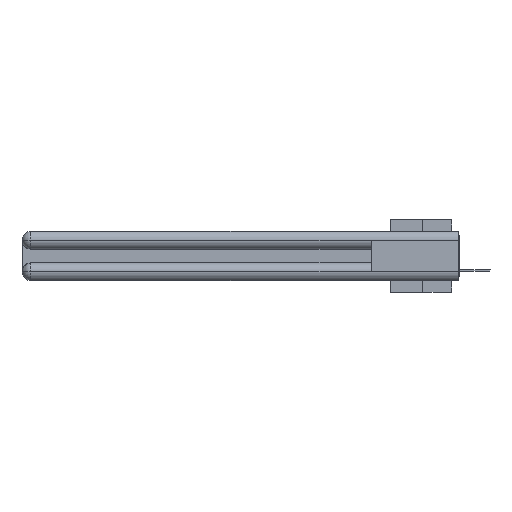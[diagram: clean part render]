
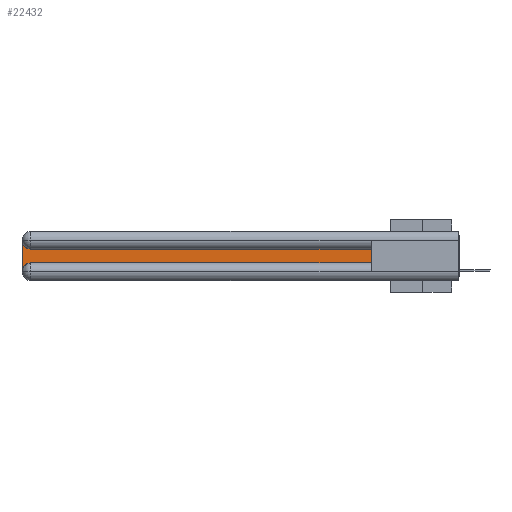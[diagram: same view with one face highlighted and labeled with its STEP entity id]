
A CAD part, left-side view. The second image highlights one B-rep face of the part: STEP entity #22432.
In plain terms, the highlighted planar face has unit normal (-1, 0, 0).
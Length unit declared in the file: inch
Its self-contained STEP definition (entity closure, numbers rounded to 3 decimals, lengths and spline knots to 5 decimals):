
#568 = EDGE_CURVE ( 'NONE', #8211, #27236, #34201, .T. ) ;
#1934 = VERTEX_POINT ( 'NONE', #11059 ) ;
#3082 = LINE ( 'NONE', #14785, #9827 ) ;
#3391 = DIRECTION ( 'NONE',  ( 1., 0., 0. ) ) ;
#3569 = DIRECTION ( 'NONE',  ( 0., 0., -1. ) ) ;
#4123 = VERTEX_POINT ( 'NONE', #4320 ) ;
#4320 = CARTESIAN_POINT ( 'NONE',  ( 0.075, 3., -0.2775 ) ) ;
#4896 = CARTESIAN_POINT ( 'NONE',  ( 0.075, 3., -0.1225 ) ) ;
#6065 = VECTOR ( 'NONE', #34988, 39.37008 ) ;
#6511 = ORIENTED_EDGE ( 'NONE', *, *, #9815, .T. ) ;
#6681 = CARTESIAN_POINT ( 'NONE',  ( 0.075, 0.6, -0.2175 ) ) ;
#8064 = LINE ( 'NONE', #31643, #34723 ) ;
#8211 = VERTEX_POINT ( 'NONE', #17992 ) ;
#8992 = EDGE_CURVE ( 'NONE', #23991, #1934, #3082, .T. ) ;
#9136 = CARTESIAN_POINT ( 'NONE',  ( 0.075, 2.94, -0.0625 ) ) ;
#9815 = EDGE_CURVE ( 'NONE', #1934, #27404, #12474, .T. ) ;
#9827 = VECTOR ( 'NONE', #26488, 39.37008 ) ;
#10962 = ORIENTED_EDGE ( 'NONE', *, *, #28010, .T. ) ;
#11009 = CARTESIAN_POINT ( 'NONE',  ( 0.075, 0.6, -0.2175 ) ) ;
#11059 = CARTESIAN_POINT ( 'NONE',  ( 0.075, 2.94, -0.1225 ) ) ;
#11616 = LINE ( 'NONE', #23314, #6065 ) ;
#12474 = CIRCLE ( 'NONE', #33261, 0.06 ) ;
#13652 = ORIENTED_EDGE ( 'NONE', *, *, #8992, .T. ) ;
#13773 = CARTESIAN_POINT ( 'NONE',  ( 0.075, 3., -0.0625 ) ) ;
#14039 = EDGE_CURVE ( 'NONE', #27404, #4123, #11616, .T. ) ;
#14491 = FACE_OUTER_BOUND ( 'NONE', #28387, .T. ) ;
#14785 = CARTESIAN_POINT ( 'NONE',  ( 0.075, 0.6, -0.1225 ) ) ;
#15820 = CARTESIAN_POINT ( 'NONE',  ( 0.075, 0.6, -0.1225 ) ) ;
#17162 = PLANE ( 'NONE',  #27306 ) ;
#17779 = ORIENTED_EDGE ( 'NONE', *, *, #568, .T. ) ;
#17992 = CARTESIAN_POINT ( 'NONE',  ( 0.075, 2.94, -0.2175 ) ) ;
#18241 = DIRECTION ( 'NONE',  ( 0., 0., -1. ) ) ;
#22432 = ADVANCED_FACE ( 'NONE', ( #14491 ), #17162, .F. ) ;
#23314 = CARTESIAN_POINT ( 'NONE',  ( 0.075, 3., -0.2175 ) ) ;
#23490 = VECTOR ( 'NONE', #33641, 39.37008 ) ;
#23991 = VERTEX_POINT ( 'NONE', #15820 ) ;
#24398 = CARTESIAN_POINT ( 'NONE',  ( 0.075, 2.94, -0.2775 ) ) ;
#24565 = EDGE_CURVE ( 'NONE', #27236, #23991, #8064, .T. ) ;
#25445 = DIRECTION ( 'NONE',  ( 0., 0., -1. ) ) ;
#25799 = DIRECTION ( 'NONE',  ( 1., 0., 0. ) ) ;
#26488 = DIRECTION ( 'NONE',  ( 0., 1., 0. ) ) ;
#27236 = VERTEX_POINT ( 'NONE', #6681 ) ;
#27306 = AXIS2_PLACEMENT_3D ( 'NONE', #4896, #25799, #25445 ) ;
#27404 = VERTEX_POINT ( 'NONE', #13773 ) ;
#28010 = EDGE_CURVE ( 'NONE', #4123, #8211, #30187, .T. ) ;
#28387 = EDGE_LOOP ( 'NONE', ( #13652, #6511, #33588, #10962, #17779, #28638 ) ) ;
#28638 = ORIENTED_EDGE ( 'NONE', *, *, #24565, .T. ) ;
#29758 = DIRECTION ( 'NONE',  ( 1., 0., 0. ) ) ;
#30187 = CIRCLE ( 'NONE', #36297, 0.06 ) ;
#31643 = CARTESIAN_POINT ( 'NONE',  ( 0.075, 0.6, -0.2175 ) ) ;
#33261 = AXIS2_PLACEMENT_3D ( 'NONE', #9136, #3391, #3569 ) ;
#33588 = ORIENTED_EDGE ( 'NONE', *, *, #14039, .T. ) ;
#33641 = DIRECTION ( 'NONE',  ( 0., -1., 0. ) ) ;
#34201 = LINE ( 'NONE', #11009, #23490 ) ;
#34723 = VECTOR ( 'NONE', #37023, 39.37008 ) ;
#34988 = DIRECTION ( 'NONE',  ( 0., 0., -1. ) ) ;
#36297 = AXIS2_PLACEMENT_3D ( 'NONE', #24398, #29758, #18241 ) ;
#37023 = DIRECTION ( 'NONE',  ( 0., 0., 1. ) ) ;
